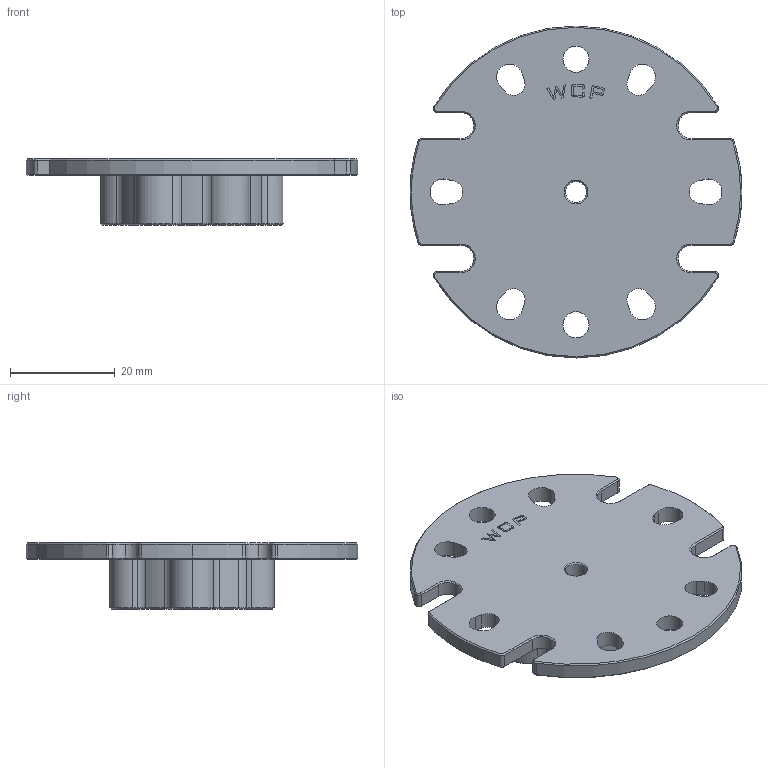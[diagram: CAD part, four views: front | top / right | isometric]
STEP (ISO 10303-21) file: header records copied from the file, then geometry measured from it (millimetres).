
FILE_DESCRIPTION (( 'STEP AP214' ), '1' );
FILE_NAME ('WCP-1122 Rev1.step', '2024-01-04T19:51:09', ( '' ), ( '' ), 'SwSTEP 2.0', 'SolidWorks 2022', '' );
FILE_SCHEMA (( 'AUTOMOTIVE_DESIGN' ));
Length unit declared in the file: inch
Products named in the file (1): WCP-1122 Rev1
Bounding box: 63.5 x 63.5 x 12.7 mm (x, y, z)
Volume: 16045.6 mm3; surface area: 7955.6 mm2
Topology: 1 solids, 1 shells, 235 faces, 601 edges, 373 vertices
Faces by surface type: plane 77, cone 75, cylinder 74, bspline 9
Entity records: 7624 total; most frequent: CARTESIAN_POINT 1739, DIRECTION 1268, ORIENTED_EDGE 1202, EDGE_CURVE 601, AXIS2_PLACEMENT_3D 458, VERTEX_POINT 373, LINE 352, VECTOR 352
